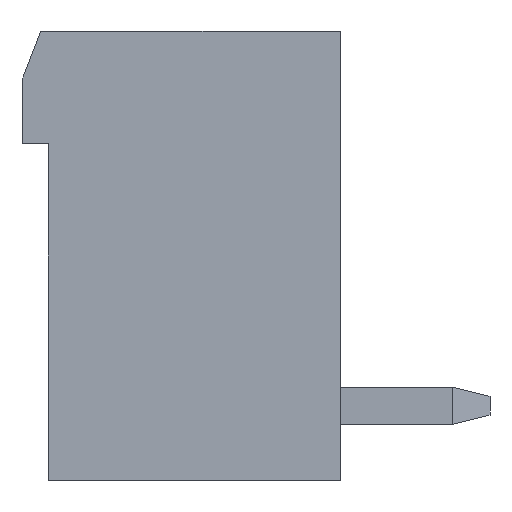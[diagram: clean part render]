
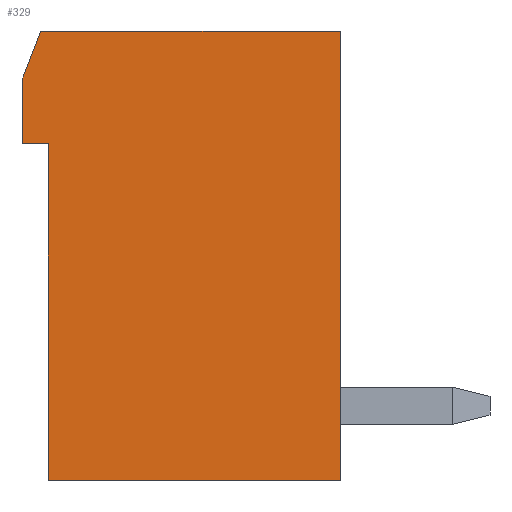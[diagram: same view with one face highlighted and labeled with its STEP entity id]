
A CAD part, left-side view. The second image highlights one B-rep face of the part: STEP entity #329.
In plain terms, the highlighted planar face has unit normal (-1, 0, 0).
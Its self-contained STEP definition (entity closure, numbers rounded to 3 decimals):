
#329 = ADVANCED_FACE('',(#330),#388,.T.);
#330 = FACE_BOUND('',#331,.T.);
#331 = EDGE_LOOP('',(#332,#342,#350,#358,#366,#374,#382));
#332 = ORIENTED_EDGE('',*,*,#333,.F.);
#333 = EDGE_CURVE('',#334,#336,#338,.T.);
#334 = VERTEX_POINT('',#335);
#335 = CARTESIAN_POINT('',(-0.7,11.75,4.35));
#336 = VERTEX_POINT('',#337);
#337 = CARTESIAN_POINT('',(-0.7,3.75,4.35));
#338 = LINE('',#339,#340);
#339 = CARTESIAN_POINT('',(-0.7,11.75,4.35));
#340 = VECTOR('',#341,1.);
#341 = DIRECTION('',(0.,-1.,0.));
#342 = ORIENTED_EDGE('',*,*,#343,.T.);
#343 = EDGE_CURVE('',#334,#344,#346,.T.);
#344 = VERTEX_POINT('',#345);
#345 = CARTESIAN_POINT('',(-0.7,12.25,3.05));
#346 = LINE('',#347,#348);
#347 = CARTESIAN_POINT('',(-0.7,11.75,4.35));
#348 = VECTOR('',#349,1.);
#349 = DIRECTION('',(0.,0.359,-0.933)
  );
#350 = ORIENTED_EDGE('',*,*,#351,.F.);
#351 = EDGE_CURVE('',#352,#344,#354,.T.);
#352 = VERTEX_POINT('',#353);
#353 = CARTESIAN_POINT('',(-0.7,12.25,1.35));
#354 = LINE('',#355,#356);
#355 = CARTESIAN_POINT('',(-0.7,12.25,1.35));
#356 = VECTOR('',#357,1.);
#357 = DIRECTION('',(0.,0.,1.));
#358 = ORIENTED_EDGE('',*,*,#359,.T.);
#359 = EDGE_CURVE('',#352,#360,#362,.T.);
#360 = VERTEX_POINT('',#361);
#361 = CARTESIAN_POINT('',(-0.7,11.55,1.35));
#362 = LINE('',#363,#364);
#363 = CARTESIAN_POINT('',(-0.7,12.25,1.35));
#364 = VECTOR('',#365,1.);
#365 = DIRECTION('',(0.,-1.,0.));
#366 = ORIENTED_EDGE('',*,*,#367,.T.);
#367 = EDGE_CURVE('',#360,#368,#370,.T.);
#368 = VERTEX_POINT('',#369);
#369 = CARTESIAN_POINT('',(-0.7,11.55,-7.65));
#370 = LINE('',#371,#372);
#371 = CARTESIAN_POINT('',(-0.7,11.55,1.35));
#372 = VECTOR('',#373,1.);
#373 = DIRECTION('',(0.,0.,-1.));
#374 = ORIENTED_EDGE('',*,*,#375,.F.);
#375 = EDGE_CURVE('',#376,#368,#378,.T.);
#376 = VERTEX_POINT('',#377);
#377 = CARTESIAN_POINT('',(-0.7,3.75,-7.65));
#378 = LINE('',#379,#380);
#379 = CARTESIAN_POINT('',(-0.7,3.75,-7.65));
#380 = VECTOR('',#381,1.);
#381 = DIRECTION('',(0.,1.,0.));
#382 = ORIENTED_EDGE('',*,*,#383,.F.);
#383 = EDGE_CURVE('',#336,#376,#384,.T.);
#384 = LINE('',#385,#386);
#385 = CARTESIAN_POINT('',(-0.7,3.75,4.35));
#386 = VECTOR('',#387,1.);
#387 = DIRECTION('',(0.,0.,-1.));
#388 = PLANE('',#389);
#389 = AXIS2_PLACEMENT_3D('',#390,#391,#392);
#390 = CARTESIAN_POINT('',(-0.7,-2.4,-9.939));
#391 = DIRECTION('',(-1.,0.,0.));
#392 = DIRECTION('',(0.,0.,1.));
